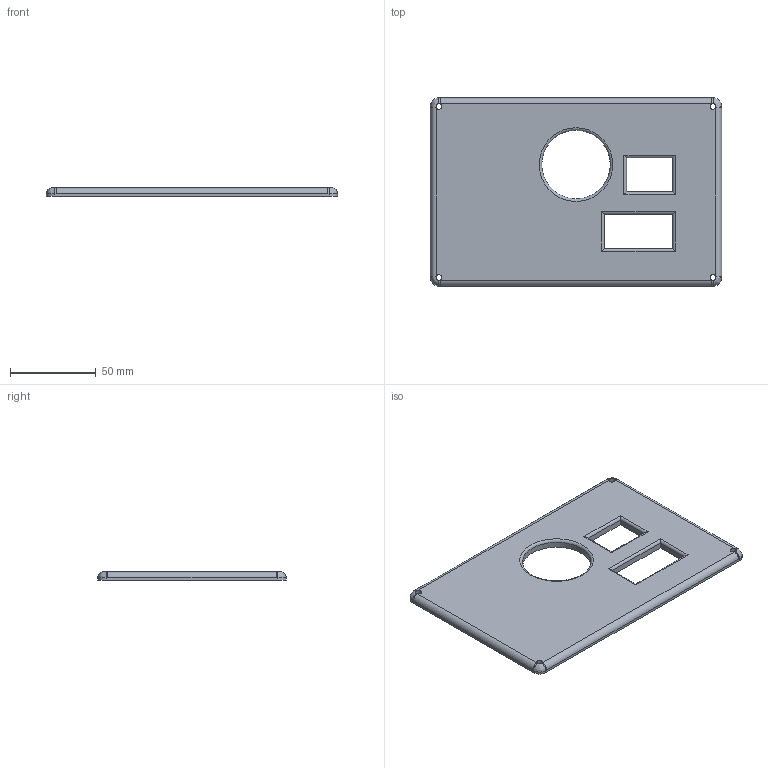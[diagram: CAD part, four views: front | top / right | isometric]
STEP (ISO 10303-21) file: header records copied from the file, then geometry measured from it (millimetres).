
FILE_DESCRIPTION(/* description */ (''),/* implementation_level */ '2;1');
FILE_NAME(/* name */ 'FloppySquare Top.step',/* time_stamp */ '2025-07-31T20:24:46-07:00',/* author */ (''),/* organization */ (''),/* preprocessor_version */ 'ST-DEVELOPER v20.1',/* originating_system */ 'Autodesk Translation Framework v14.10.0.0',/* authorisation */ '');
FILE_SCHEMA (('AUTOMOTIVE_DESIGN { 1 0 10303 214 3 1 1 }'));
Length unit declared in the file: millimetre
Products named in the file (2): 2025-07-31-19-46-25-559; 2025-07-31-19-46-46-452
Assembly tree (1 placements, depth 2):
  2025-07-31-19-46-25-559
    2025-07-31-19-46-46-452
Bounding box: 170 x 110 x 5 mm (x, y, z)
Volume: 78623.6 mm3; surface area: 35711.2 mm2
Topology: 1 solids, 1 shells, 48 faces, 124 edges, 74 vertices
Faces by surface type: cylinder 29, plane 14, bspline 4, torus 1
Full cylindrical faces by diameter (mm): 3.4 x4, 40 x1
Entity records: 1572 total; most frequent: CARTESIAN_POINT 321, DIRECTION 261, ORIENTED_EDGE 248, EDGE_CURVE 124, AXIS2_PLACEMENT_3D 98, VERTEX_POINT 74, LINE 65, VECTOR 65
